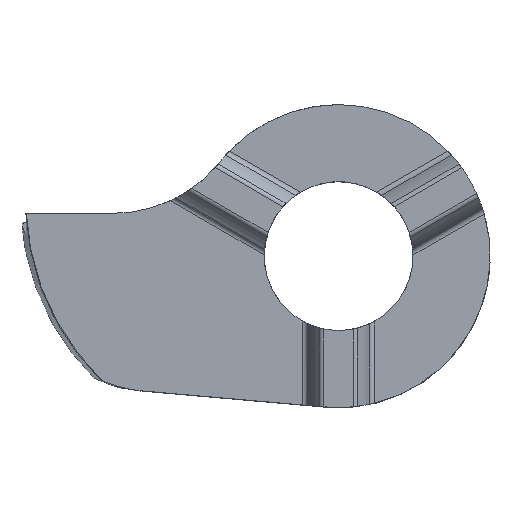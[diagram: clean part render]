
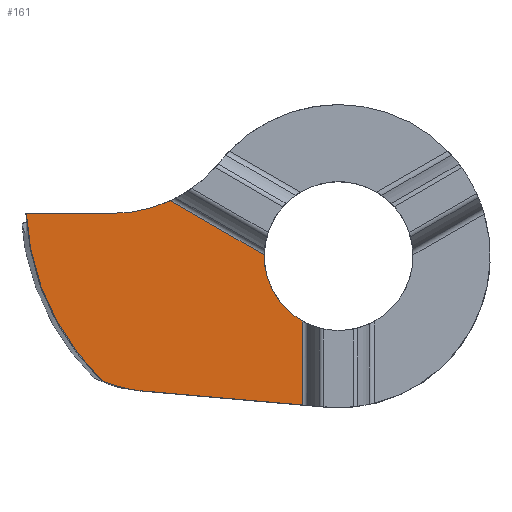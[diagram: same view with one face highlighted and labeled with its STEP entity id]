
A CAD part, top view. The second image highlights one B-rep face of the part: STEP entity #161.
In plain terms, the highlighted planar face has unit normal (0, 0, 1).
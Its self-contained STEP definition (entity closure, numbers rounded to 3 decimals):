
#135=CIRCLE('',#1009,5.);
#136=CIRCLE('',#1012,2.7);
#137=CIRCLE('',#1013,5.);
#138=CIRCLE('',#1014,9.);
#161=ADVANCED_FACE('',(#232),#213,.F.);
#213=PLANE('',#1015);
#232=FACE_OUTER_BOUND('',#279,.T.);
#279=EDGE_LOOP('',(#360,#361,#362,#363,#364,#365,#366,#367,#368));
#360=ORIENTED_EDGE('',*,*,#716,.T.);
#361=ORIENTED_EDGE('',*,*,#726,.T.);
#362=ORIENTED_EDGE('',*,*,#727,.T.);
#363=ORIENTED_EDGE('',*,*,#728,.T.);
#364=ORIENTED_EDGE('',*,*,#729,.F.);
#365=ORIENTED_EDGE('',*,*,#730,.T.);
#366=ORIENTED_EDGE('',*,*,#725,.T.);
#367=ORIENTED_EDGE('',*,*,#731,.T.);
#368=ORIENTED_EDGE('',*,*,#732,.F.);
#622=VERTEX_POINT('',#1382);
#623=VERTEX_POINT('',#1384);
#626=VERTEX_POINT('',#1394);
#629=VERTEX_POINT('',#1408);
#630=VERTEX_POINT('',#1412);
#631=VERTEX_POINT('',#1414);
#632=VERTEX_POINT('',#1416);
#633=VERTEX_POINT('',#1418);
#634=VERTEX_POINT('',#1421);
#716=EDGE_CURVE('',#623,#622,#135,.T.);
#725=EDGE_CURVE('',#626,#629,#855,.T.);
#726=EDGE_CURVE('',#622,#630,#856,.T.);
#727=EDGE_CURVE('',#630,#631,#857,.T.);
#728=EDGE_CURVE('',#631,#632,#136,.T.);
#729=EDGE_CURVE('',#633,#632,#858,.T.);
#730=EDGE_CURVE('',#633,#626,#137,.T.);
#731=EDGE_CURVE('',#629,#634,#859,.T.);
#732=EDGE_CURVE('',#623,#634,#138,.T.);
#855=LINE('',#1409,#910);
#856=LINE('',#1411,#911);
#857=LINE('',#1413,#912);
#858=LINE('',#1417,#913);
#859=LINE('',#1420,#914);
#910=VECTOR('',#1115,1.);
#911=VECTOR('',#1118,1.);
#912=VECTOR('',#1119,1.);
#913=VECTOR('',#1122,1.);
#914=VECTOR('',#1125,1.);
#1009=AXIS2_PLACEMENT_3D('',#1383,#1106,#1107);
#1012=AXIS2_PLACEMENT_3D('',#1415,#1120,#1121);
#1013=AXIS2_PLACEMENT_3D('',#1419,#1123,#1124);
#1014=AXIS2_PLACEMENT_3D('',#1422,#1126,#1127);
#1015=AXIS2_PLACEMENT_3D('',#1423,#1128,#1129);
#1106=DIRECTION('',(0.,0.,1.));
#1107=DIRECTION('',(1.,0.,0.));
#1115=DIRECTION('',(-1.,0.,0.));
#1118=DIRECTION('',(0.996,-0.087,0.));
#1119=DIRECTION('',(0.,1.,0.));
#1120=DIRECTION('',(0.,0.,-1.));
#1121=DIRECTION('',(-1.,0.,0.));
#1122=DIRECTION('',(0.866,-0.5,0.));
#1123=DIRECTION('',(0.,0.,-1.));
#1124=DIRECTION('',(-1.,0.,0.));
#1125=DIRECTION('',(0.122,-0.993,0.));
#1126=DIRECTION('',(0.,0.,-1.));
#1127=DIRECTION('',(-1.,0.,0.));
#1128=DIRECTION('',(0.,0.,-1.));
#1129=DIRECTION('',(1.,0.,0.));
#1382=CARTESIAN_POINT('',(-7.096,-4.9,-0.1));
#1383=CARTESIAN_POINT('',(-6.66,0.081,-0.1));
#1384=CARTESIAN_POINT('',(-8.552,-4.547,-0.1));
#1394=CARTESIAN_POINT('',(-8.207,1.55,-0.1));
#1408=CARTESIAN_POINT('',(-11.337,1.55,-0.1));
#1409=CARTESIAN_POINT('',(-8.207,1.55,-0.1));
#1411=CARTESIAN_POINT('',(-0.479,-5.479,-0.1));
#1412=CARTESIAN_POINT('',(-1.316,-5.406,-0.1));
#1413=CARTESIAN_POINT('',(-1.316,-7.,-0.1));
#1414=CARTESIAN_POINT('',(-1.316,-2.358,-0.1));
#1415=CARTESIAN_POINT('',(0.,0.,-0.1));
#1416=CARTESIAN_POINT('',(-2.7,0.04,-0.1));
#1417=CARTESIAN_POINT('',(-6.72,2.361,-0.1));
#1418=CARTESIAN_POINT('',(-6.112,2.01,-0.1));
#1419=CARTESIAN_POINT('',(-8.207,6.55,-0.1));
#1420=CARTESIAN_POINT('',(-11.296,1.22,-0.1));
#1421=CARTESIAN_POINT('',(-11.177,0.25,-0.1));
#1422=CARTESIAN_POINT('',(-2.343,1.967,-0.1));
#1423=CARTESIAN_POINT('',(-8.207,6.55,-0.1));
